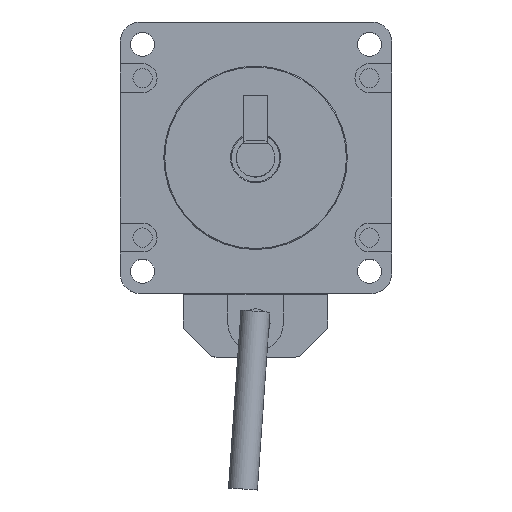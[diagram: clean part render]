
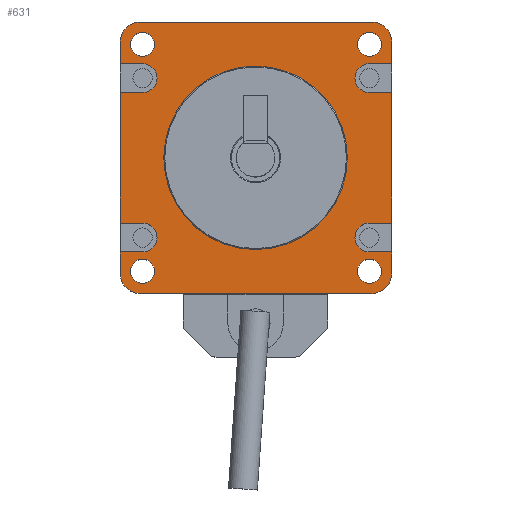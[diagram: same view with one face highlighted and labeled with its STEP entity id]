
A CAD part, top view. The second image highlights one B-rep face of the part: STEP entity #631.
In plain terms, the highlighted planar face has unit normal (0, 0, 1).
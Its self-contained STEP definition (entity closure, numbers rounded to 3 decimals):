
#631=ADVANCED_FACE('',(#1511,#1512,#1513,#1514,#1515,#1516),#760,.T.);
#760=PLANE('',#4392);
#1063=LINE('',#6708,#1394);
#1066=LINE('',#6714,#1397);
#1069=LINE('',#6720,#1400);
#1072=LINE('',#6726,#1403);
#1078=LINE('',#6742,#1409);
#1082=LINE('',#6752,#1413);
#1084=LINE('',#6758,#1415);
#1085=LINE('',#6760,#1416);
#1086=LINE('',#6762,#1417);
#1087=LINE('',#6766,#1418);
#1088=LINE('',#6767,#1419);
#1089=LINE('',#6771,#1420);
#1090=LINE('',#6772,#1421);
#1091=LINE('',#6776,#1422);
#1092=LINE('',#6777,#1423);
#1093=LINE('',#6781,#1424);
#1394=VECTOR('',#5469,1.);
#1397=VECTOR('',#5474,1.);
#1400=VECTOR('',#5479,1.);
#1403=VECTOR('',#5484,1.);
#1409=VECTOR('',#5500,1.);
#1413=VECTOR('',#5510,1.);
#1415=VECTOR('',#5518,1.);
#1416=VECTOR('',#5521,1.);
#1417=VECTOR('',#5524,1.);
#1418=VECTOR('',#5527,1.);
#1419=VECTOR('',#5528,1.);
#1420=VECTOR('',#5531,1.);
#1421=VECTOR('',#5532,1.);
#1422=VECTOR('',#5535,1.);
#1423=VECTOR('',#5536,1.);
#1424=VECTOR('',#5539,1.);
#1511=FACE_BOUND('',#1778,.T.);
#1512=FACE_BOUND('',#1779,.T.);
#1513=FACE_BOUND('',#1780,.T.);
#1514=FACE_BOUND('',#1781,.T.);
#1515=FACE_BOUND('',#1782,.T.);
#1516=FACE_BOUND('',#1783,.T.);
#1778=EDGE_LOOP('',(#2795,#2796,#2797,#2798,#2799,#2800,#2801,#2802,#2803,
#2804,#2805,#2806,#2807,#2808,#2809,#2810,#2811,#2812,#2813,#2814,#2815,
#2816,#2817,#2818));
#1779=EDGE_LOOP('',(#2819));
#1780=EDGE_LOOP('',(#2820));
#1781=EDGE_LOOP('',(#2821));
#1782=EDGE_LOOP('',(#2822));
#1783=EDGE_LOOP('',(#2823));
#2795=ORIENTED_EDGE('',*,*,#3735,.T.);
#2796=ORIENTED_EDGE('',*,*,#3762,.T.);
#2797=ORIENTED_EDGE('',*,*,#3763,.T.);
#2798=ORIENTED_EDGE('',*,*,#3764,.T.);
#2799=ORIENTED_EDGE('',*,*,#3757,.T.);
#2800=ORIENTED_EDGE('',*,*,#3759,.T.);
#2801=ORIENTED_EDGE('',*,*,#3761,.T.);
#2802=ORIENTED_EDGE('',*,*,#3746,.T.);
#2803=ORIENTED_EDGE('',*,*,#3741,.T.);
#2804=ORIENTED_EDGE('',*,*,#3765,.F.);
#2805=ORIENTED_EDGE('',*,*,#3766,.F.);
#2806=ORIENTED_EDGE('',*,*,#3767,.F.);
#2807=ORIENTED_EDGE('',*,*,#3738,.T.);
#2808=ORIENTED_EDGE('',*,*,#3768,.T.);
#2809=ORIENTED_EDGE('',*,*,#3769,.T.);
#2810=ORIENTED_EDGE('',*,*,#3770,.T.);
#2811=ORIENTED_EDGE('',*,*,#3752,.T.);
#2812=ORIENTED_EDGE('',*,*,#3749,.T.);
#2813=ORIENTED_EDGE('',*,*,#3760,.T.);
#2814=ORIENTED_EDGE('',*,*,#3753,.T.);
#2815=ORIENTED_EDGE('',*,*,#3744,.T.);
#2816=ORIENTED_EDGE('',*,*,#3771,.F.);
#2817=ORIENTED_EDGE('',*,*,#3772,.F.);
#2818=ORIENTED_EDGE('',*,*,#3773,.F.);
#2819=ORIENTED_EDGE('',*,*,#3774,.F.);
#2820=ORIENTED_EDGE('',*,*,#3775,.F.);
#2821=ORIENTED_EDGE('',*,*,#3776,.F.);
#2822=ORIENTED_EDGE('',*,*,#3777,.F.);
#2823=ORIENTED_EDGE('',*,*,#3778,.T.);
#3220=VERTEX_POINT('',#6707);
#3221=VERTEX_POINT('',#6709);
#3222=VERTEX_POINT('',#6713);
#3223=VERTEX_POINT('',#6715);
#3224=VERTEX_POINT('',#6719);
#3225=VERTEX_POINT('',#6721);
#3226=VERTEX_POINT('',#6725);
#3227=VERTEX_POINT('',#6727);
#3228=VERTEX_POINT('',#6731);
#3229=VERTEX_POINT('',#6735);
#3230=VERTEX_POINT('',#6737);
#3231=VERTEX_POINT('',#6741);
#3232=VERTEX_POINT('',#6745);
#3233=VERTEX_POINT('',#6749);
#3234=VERTEX_POINT('',#6751);
#3235=VERTEX_POINT('',#6755);
#3236=VERTEX_POINT('',#6763);
#3237=VERTEX_POINT('',#6765);
#3238=VERTEX_POINT('',#6768);
#3239=VERTEX_POINT('',#6770);
#3240=VERTEX_POINT('',#6773);
#3241=VERTEX_POINT('',#6775);
#3242=VERTEX_POINT('',#6778);
#3243=VERTEX_POINT('',#6780);
#3244=VERTEX_POINT('',#6783);
#3245=VERTEX_POINT('',#6785);
#3246=VERTEX_POINT('',#6787);
#3247=VERTEX_POINT('',#6789);
#3248=VERTEX_POINT('',#6791);
#3735=EDGE_CURVE('',#3221,#3220,#1063,.T.);
#3738=EDGE_CURVE('',#3223,#3222,#1066,.T.);
#3741=EDGE_CURVE('',#3225,#3224,#1069,.T.);
#3744=EDGE_CURVE('',#3227,#3226,#1072,.T.);
#3746=EDGE_CURVE('',#3228,#3225,#3971,.T.);
#3749=EDGE_CURVE('',#3230,#3229,#3972,.T.);
#3752=EDGE_CURVE('',#3231,#3230,#1078,.T.);
#3753=EDGE_CURVE('',#3232,#3227,#3973,.T.);
#3757=EDGE_CURVE('',#3233,#3234,#1082,.T.);
#3759=EDGE_CURVE('',#3234,#3235,#3974,.T.);
#3760=EDGE_CURVE('',#3229,#3232,#1084,.T.);
#3761=EDGE_CURVE('',#3235,#3228,#1085,.T.);
#3762=EDGE_CURVE('',#3220,#3236,#1086,.T.);
#3763=EDGE_CURVE('',#3236,#3237,#3975,.T.);
#3764=EDGE_CURVE('',#3237,#3233,#1087,.T.);
#3765=EDGE_CURVE('',#3238,#3224,#1088,.T.);
#3766=EDGE_CURVE('',#3239,#3238,#3976,.T.);
#3767=EDGE_CURVE('',#3223,#3239,#1089,.T.);
#3768=EDGE_CURVE('',#3222,#3240,#1090,.T.);
#3769=EDGE_CURVE('',#3240,#3241,#3977,.T.);
#3770=EDGE_CURVE('',#3241,#3231,#1091,.T.);
#3771=EDGE_CURVE('',#3242,#3226,#1092,.T.);
#3772=EDGE_CURVE('',#3243,#3242,#3978,.T.);
#3773=EDGE_CURVE('',#3221,#3243,#1093,.T.);
#3774=EDGE_CURVE('',#3244,#3244,#3979,.T.);
#3775=EDGE_CURVE('',#3245,#3245,#3980,.T.);
#3776=EDGE_CURVE('',#3246,#3246,#3981,.T.);
#3777=EDGE_CURVE('',#3247,#3247,#3982,.T.);
#3778=EDGE_CURVE('',#3248,#3248,#3983,.T.);
#3971=CIRCLE('',#4371,4.2);
#3972=CIRCLE('',#4373,4.2);
#3973=CIRCLE('',#4376,4.378);
#3974=CIRCLE('',#4379,4.216);
#3975=CIRCLE('',#4383,3.);
#3976=CIRCLE('',#4384,3.);
#3977=CIRCLE('',#4385,3.);
#3978=CIRCLE('',#4386,3.);
#3979=CIRCLE('',#4387,2.5);
#3980=CIRCLE('',#4388,2.5);
#3981=CIRCLE('',#4389,2.5);
#3982=CIRCLE('',#4390,2.5);
#3983=CIRCLE('',#4391,5.);
#4371=AXIS2_PLACEMENT_3D('',#6730,#5488,#5489);
#4373=AXIS2_PLACEMENT_3D('',#6736,#5494,#5495);
#4376=AXIS2_PLACEMENT_3D('',#6744,#5503,#5504);
#4379=AXIS2_PLACEMENT_3D('',#6756,#5514,#5515);
#4383=AXIS2_PLACEMENT_3D('',#6764,#5525,#5526);
#4384=AXIS2_PLACEMENT_3D('',#6769,#5529,#5530);
#4385=AXIS2_PLACEMENT_3D('',#6774,#5533,#5534);
#4386=AXIS2_PLACEMENT_3D('',#6779,#5537,#5538);
#4387=AXIS2_PLACEMENT_3D('',#6782,#5540,#5541);
#4388=AXIS2_PLACEMENT_3D('',#6784,#5542,#5543);
#4389=AXIS2_PLACEMENT_3D('',#6786,#5544,#5545);
#4390=AXIS2_PLACEMENT_3D('',#6788,#5546,#5547);
#4391=AXIS2_PLACEMENT_3D('',#6790,#5548,#5549);
#4392=AXIS2_PLACEMENT_3D('',#6792,#5550,#5551);
#5469=DIRECTION('',(0.,1.,0.));
#5474=DIRECTION('',(0.,-1.,0.));
#5479=DIRECTION('',(0.,-1.,0.));
#5484=DIRECTION('',(0.,1.,0.));
#5488=DIRECTION('',(0.,0.,1.));
#5489=DIRECTION('',(1.,0.,0.));
#5494=DIRECTION('',(0.,0.,1.));
#5495=DIRECTION('',(1.,0.,0.));
#5500=DIRECTION('',(0.,-1.,0.));
#5503=DIRECTION('',(0.,0.,1.));
#5504=DIRECTION('',(1.,0.,0.));
#5510=DIRECTION('',(0.,1.,0.));
#5514=DIRECTION('',(0.,0.,1.));
#5515=DIRECTION('',(1.,0.,0.));
#5518=DIRECTION('',(1.,0.,0.));
#5521=DIRECTION('',(-1.,0.,0.));
#5524=DIRECTION('',(-1.,-0.002,0.));
#5525=DIRECTION('',(0.,0.,-1.));
#5526=DIRECTION('',(-1.,0.,0.));
#5527=DIRECTION('',(1.,0.,0.));
#5528=DIRECTION('',(-1.,0.,0.));
#5529=DIRECTION('',(0.,0.,1.));
#5530=DIRECTION('',(1.,0.,0.));
#5531=DIRECTION('',(1.,-0.002,0.));
#5532=DIRECTION('',(1.,0.002,0.));
#5533=DIRECTION('',(0.,0.,-1.));
#5534=DIRECTION('',(1.,0.,0.));
#5535=DIRECTION('',(-1.,0.,0.));
#5536=DIRECTION('',(1.,0.,0.));
#5537=DIRECTION('',(0.,0.,1.));
#5538=DIRECTION('',(-1.,0.,0.));
#5539=DIRECTION('',(-1.,0.002,0.));
#5540=DIRECTION('',(0.,0.,1.));
#5541=DIRECTION('',(1.,0.,0.));
#5542=DIRECTION('',(0.,0.,1.));
#5543=DIRECTION('',(1.,0.,0.));
#5544=DIRECTION('',(0.,0.,1.));
#5545=DIRECTION('',(1.,0.,0.));
#5546=DIRECTION('',(0.,0.,1.));
#5547=DIRECTION('',(1.,0.,0.));
#5548=DIRECTION('',(0.,0.,-1.));
#5549=DIRECTION('',(1.,0.,0.));
#5550=DIRECTION('',(0.,0.,1.));
#5551=DIRECTION('',(1.,0.,0.));
#6707=CARTESIAN_POINT('',(28.2,13.55,0.));
#6708=CARTESIAN_POINT('',(28.2,-24.,0.));
#6709=CARTESIAN_POINT('',(28.2,-13.55,0.));
#6713=CARTESIAN_POINT('',(-28.2,-13.55,0.));
#6714=CARTESIAN_POINT('',(-28.2,-24.,0.));
#6715=CARTESIAN_POINT('',(-28.2,13.55,0.));
#6719=CARTESIAN_POINT('',(-28.2,19.541,0.));
#6720=CARTESIAN_POINT('',(-28.2,-24.,0.));
#6721=CARTESIAN_POINT('',(-28.2,24.,0.));
#6725=CARTESIAN_POINT('',(28.2,-19.541,0.));
#6726=CARTESIAN_POINT('',(28.2,-24.,0.));
#6727=CARTESIAN_POINT('',(28.2,-23.822,0.));
#6730=CARTESIAN_POINT('',(-24.,24.,0.));
#6731=CARTESIAN_POINT('',(-24.,28.2,0.));
#6735=CARTESIAN_POINT('',(-24.,-28.2,0.));
#6736=CARTESIAN_POINT('',(-24.,-24.,0.));
#6737=CARTESIAN_POINT('',(-28.2,-24.,0.));
#6741=CARTESIAN_POINT('',(-28.2,-19.541,0.));
#6742=CARTESIAN_POINT('',(-28.2,-24.,0.));
#6744=CARTESIAN_POINT('',(23.822,-23.822,0.));
#6745=CARTESIAN_POINT('',(23.822,-28.2,0.));
#6749=CARTESIAN_POINT('',(28.2,19.541,0.));
#6751=CARTESIAN_POINT('',(28.2,23.984,0.));
#6752=CARTESIAN_POINT('',(28.2,-24.,0.));
#6755=CARTESIAN_POINT('',(23.984,28.2,0.));
#6756=CARTESIAN_POINT('',(23.984,23.984,0.));
#6758=CARTESIAN_POINT('',(-24.,-28.2,0.));
#6760=CARTESIAN_POINT('',(-24.,28.2,0.));
#6762=CARTESIAN_POINT('',(28.2,13.55,0.));
#6763=CARTESIAN_POINT('',(23.556,13.541,0.));
#6764=CARTESIAN_POINT('',(23.55,16.541,0.));
#6765=CARTESIAN_POINT('',(23.55,19.541,0.));
#6766=CARTESIAN_POINT('',(23.55,19.541,0.));
#6767=CARTESIAN_POINT('',(-23.55,19.541,0.));
#6768=CARTESIAN_POINT('',(-23.55,19.541,0.));
#6769=CARTESIAN_POINT('',(-23.55,16.541,0.));
#6770=CARTESIAN_POINT('',(-23.556,13.541,0.));
#6771=CARTESIAN_POINT('',(-28.2,13.55,0.));
#6772=CARTESIAN_POINT('',(-28.2,-13.55,0.));
#6773=CARTESIAN_POINT('',(-23.556,-13.541,0.));
#6774=CARTESIAN_POINT('',(-23.55,-16.541,0.));
#6775=CARTESIAN_POINT('',(-23.55,-19.541,0.));
#6776=CARTESIAN_POINT('',(-23.55,-19.541,0.));
#6777=CARTESIAN_POINT('',(23.55,-19.541,0.));
#6778=CARTESIAN_POINT('',(23.55,-19.541,0.));
#6779=CARTESIAN_POINT('',(23.55,-16.541,0.));
#6780=CARTESIAN_POINT('',(23.556,-13.541,0.));
#6781=CARTESIAN_POINT('',(28.2,-13.55,0.));
#6782=CARTESIAN_POINT('',(-23.55,-23.55,0.));
#6783=CARTESIAN_POINT('',(-21.05,-23.55,0.));
#6784=CARTESIAN_POINT('',(-23.55,23.55,0.));
#6785=CARTESIAN_POINT('',(-21.05,23.55,0.));
#6786=CARTESIAN_POINT('',(23.55,-23.55,0.));
#6787=CARTESIAN_POINT('',(26.05,-23.55,0.));
#6788=CARTESIAN_POINT('',(23.55,23.55,0.));
#6789=CARTESIAN_POINT('',(26.05,23.55,0.));
#6790=CARTESIAN_POINT('',(-0.089,0.,0.));
#6791=CARTESIAN_POINT('',(4.911,0.,0.));
#6792=CARTESIAN_POINT('',(-24.,-24.,0.));
